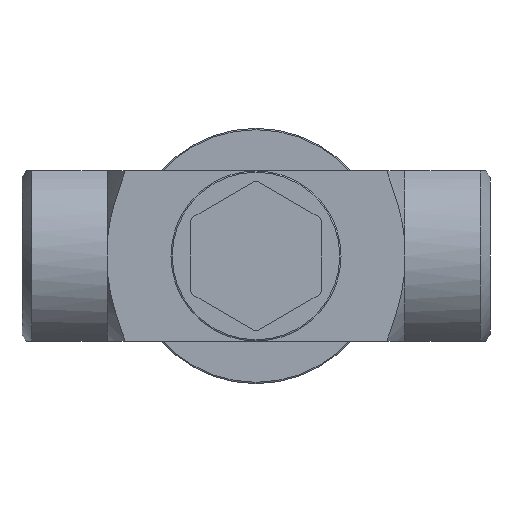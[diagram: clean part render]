
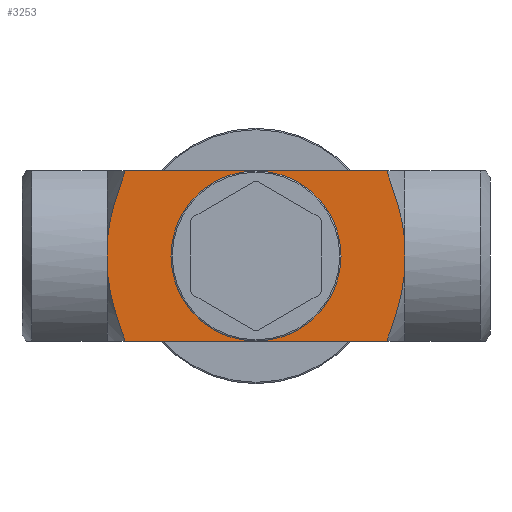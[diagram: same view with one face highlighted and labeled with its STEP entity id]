
A CAD part, front view. The second image highlights one B-rep face of the part: STEP entity #3253.
In plain terms, the highlighted planar face has unit normal (0, -1, 0).
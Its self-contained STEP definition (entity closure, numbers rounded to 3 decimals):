
#32=FACE_BOUND('',#595,.T.);
#84=(
BOUNDED_CURVE()
B_SPLINE_CURVE(2,(#5474,#5475,#5476),.UNSPECIFIED.,.F.,.F.)
B_SPLINE_CURVE_WITH_KNOTS((3,3),(1.412,3.476),
 .UNSPECIFIED.)
CURVE()
GEOMETRIC_REPRESENTATION_ITEM()
RATIONAL_B_SPLINE_CURVE((1.075,1.092,1.))
REPRESENTATION_ITEM('')
);
#87=(
BOUNDED_CURVE()
B_SPLINE_CURVE(2,(#5513,#5514,#5515),.UNSPECIFIED.,.F.,.F.)
B_SPLINE_CURVE_WITH_KNOTS((3,3),(0.,2.065),.UNSPECIFIED.)
CURVE()
GEOMETRIC_REPRESENTATION_ITEM()
RATIONAL_B_SPLINE_CURVE((1.,1.092,1.075))
REPRESENTATION_ITEM('')
);
#93=(
BOUNDED_CURVE()
B_SPLINE_CURVE(2,(#5570,#5571,#5572),.UNSPECIFIED.,.F.,.F.)
B_SPLINE_CURVE_WITH_KNOTS((3,3),(0.,2.065),.UNSPECIFIED.)
CURVE()
GEOMETRIC_REPRESENTATION_ITEM()
RATIONAL_B_SPLINE_CURVE((1.,1.092,1.075))
REPRESENTATION_ITEM('')
);
#94=(
BOUNDED_CURVE()
B_SPLINE_CURVE(2,(#5577,#5578,#5579),.UNSPECIFIED.,.F.,.F.)
B_SPLINE_CURVE_WITH_KNOTS((3,3),(1.412,3.476),
 .UNSPECIFIED.)
CURVE()
GEOMETRIC_REPRESENTATION_ITEM()
RATIONAL_B_SPLINE_CURVE((1.075,1.092,1.))
REPRESENTATION_ITEM('')
);
#249=PLANE('',#3472);
#410=FACE_OUTER_BOUND('',#594,.T.);
#594=EDGE_LOOP('',(#2844,#2845,#2846,#2847,#2848,#2849,#2850,#2851,#2852,
#2853));
#595=EDGE_LOOP('',(#2854));
#877=LINE('',#5360,#1180);
#894=LINE('',#5484,#1197);
#900=LINE('',#5520,#1203);
#908=LINE('',#5555,#1211);
#911=LINE('',#5574,#1214);
#912=LINE('',#5576,#1215);
#1180=VECTOR('',#4003,10.);
#1197=VECTOR('',#4104,10.);
#1203=VECTOR('',#4134,10.);
#1211=VECTOR('',#4158,10.);
#1214=VECTOR('',#4165,10.);
#1215=VECTOR('',#4166,10.);
#1252=CIRCLE('',#3437,10.);
#1512=VERTEX_POINT('',#5358);
#1513=VERTEX_POINT('',#5359);
#1540=VERTEX_POINT('',#5446);
#1546=VERTEX_POINT('',#5473);
#1548=VERTEX_POINT('',#5483);
#1554=VERTEX_POINT('',#5507);
#1556=VERTEX_POINT('',#5512);
#1567=VERTEX_POINT('',#5551);
#1571=VERTEX_POINT('',#5569);
#1572=VERTEX_POINT('',#5573);
#1573=VERTEX_POINT('',#5575);
#1921=EDGE_CURVE('',#1512,#1513,#877,.T.);
#1957=EDGE_CURVE('',#1540,#1540,#1252,.T.);
#1965=EDGE_CURVE('',#1512,#1546,#84,.T.);
#1969=EDGE_CURVE('',#1546,#1548,#894,.T.);
#1982=EDGE_CURVE('',#1556,#1554,#87,.T.);
#1985=EDGE_CURVE('',#1548,#1556,#900,.T.);
#1999=EDGE_CURVE('',#1554,#1567,#908,.T.);
#2004=EDGE_CURVE('',#1571,#1567,#93,.T.);
#2005=EDGE_CURVE('',#1572,#1571,#911,.T.);
#2006=EDGE_CURVE('',#1573,#1572,#912,.T.);
#2007=EDGE_CURVE('',#1513,#1573,#94,.T.);
#2844=ORIENTED_EDGE('',*,*,#1999,.T.);
#2845=ORIENTED_EDGE('',*,*,#2004,.F.);
#2846=ORIENTED_EDGE('',*,*,#2005,.F.);
#2847=ORIENTED_EDGE('',*,*,#2006,.F.);
#2848=ORIENTED_EDGE('',*,*,#2007,.F.);
#2849=ORIENTED_EDGE('',*,*,#1921,.F.);
#2850=ORIENTED_EDGE('',*,*,#1965,.T.);
#2851=ORIENTED_EDGE('',*,*,#1969,.T.);
#2852=ORIENTED_EDGE('',*,*,#1985,.T.);
#2853=ORIENTED_EDGE('',*,*,#1982,.T.);
#2854=ORIENTED_EDGE('',*,*,#1957,.T.);
#3253=ADVANCED_FACE('',(#410,#32),#249,.F.);
#3437=AXIS2_PLACEMENT_3D('',#5448,#4074,#4075);
#3472=AXIS2_PLACEMENT_3D('',#5568,#4163,#4164);
#4003=DIRECTION('',(1.,0.,0.));
#4074=DIRECTION('center_axis',(0.,1.,0.));
#4075=DIRECTION('ref_axis',(1.,0.,0.));
#4104=DIRECTION('',(0.,0.,-1.));
#4134=DIRECTION('',(0.,0.,-1.));
#4158=DIRECTION('',(1.,0.,0.));
#4163=DIRECTION('center_axis',(0.,1.,0.));
#4164=DIRECTION('ref_axis',(0.,0.,1.));
#4165=DIRECTION('',(0.,0.,-1.));
#4166=DIRECTION('',(0.,0.,-1.));
#5358=CARTESIAN_POINT('',(-85.754,-22.5,20.));
#5359=CARTESIAN_POINT('',(-24.246,-22.5,20.));
#5360=CARTESIAN_POINT('',(-90.,-22.5,20.));
#5446=CARTESIAN_POINT('',(-65.,-22.5,0.));
#5448=CARTESIAN_POINT('Origin',(-55.,-22.5,0.));
#5473=CARTESIAN_POINT('',(-90.,-22.5,3.363));
#5474=CARTESIAN_POINT('Ctrl Pts',(-85.754,-22.5,20.));
#5475=CARTESIAN_POINT('Ctrl Pts',(-89.389,-22.5,10.524));
#5476=CARTESIAN_POINT('Ctrl Pts',(-90.,-22.5,3.363));
#5483=CARTESIAN_POINT('',(-90.,-22.5,0.));
#5484=CARTESIAN_POINT('',(-90.,-22.5,-10.));
#5507=CARTESIAN_POINT('',(-85.754,-22.5,-20.));
#5512=CARTESIAN_POINT('',(-90.,-22.5,-3.363));
#5513=CARTESIAN_POINT('Ctrl Pts',(-90.,-22.5,-3.363));
#5514=CARTESIAN_POINT('Ctrl Pts',(-89.389,-22.5,-10.524));
#5515=CARTESIAN_POINT('Ctrl Pts',(-85.754,-22.5,-20.));
#5520=CARTESIAN_POINT('',(-90.,-22.5,-10.));
#5551=CARTESIAN_POINT('',(-24.246,-22.5,-20.));
#5555=CARTESIAN_POINT('',(-20.,-22.5,-20.));
#5568=CARTESIAN_POINT('Origin',(-20.,-22.5,-20.));
#5569=CARTESIAN_POINT('',(-20.,-22.5,-3.363));
#5570=CARTESIAN_POINT('Ctrl Pts',(-20.,-22.5,-3.363));
#5571=CARTESIAN_POINT('Ctrl Pts',(-20.611,-22.5,-10.524));
#5572=CARTESIAN_POINT('Ctrl Pts',(-24.246,-22.5,-20.));
#5573=CARTESIAN_POINT('',(-20.,-22.5,0.));
#5574=CARTESIAN_POINT('',(-20.,-22.5,-10.));
#5575=CARTESIAN_POINT('',(-20.,-22.5,3.363));
#5576=CARTESIAN_POINT('',(-20.,-22.5,-10.));
#5577=CARTESIAN_POINT('Ctrl Pts',(-24.246,-22.5,20.));
#5578=CARTESIAN_POINT('Ctrl Pts',(-20.611,-22.5,10.524));
#5579=CARTESIAN_POINT('Ctrl Pts',(-20.,-22.5,3.363));
